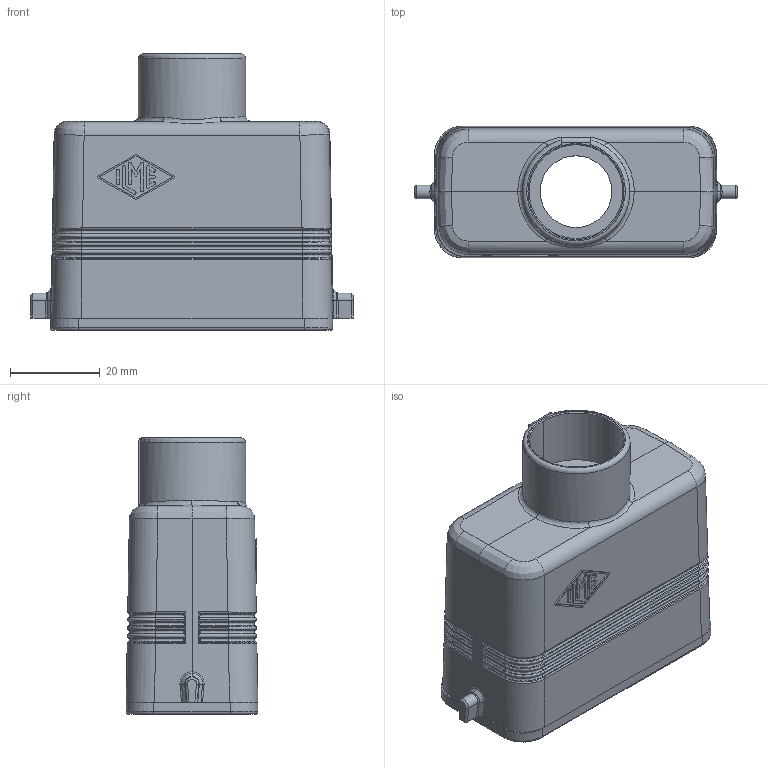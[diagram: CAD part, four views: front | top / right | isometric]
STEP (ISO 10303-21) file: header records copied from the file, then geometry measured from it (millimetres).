
FILE_DESCRIPTION(('Creo Elements/Direct Modeling STEP Export'),'2;1');
FILE_NAME('37jbk2e5lv7d2c44984','2022-11-30T14:52:19',(''),(''),'Creo Elements/Direct Modeling STEP processor for AP214 (Solid Model)','Creo Elements/Direct Modeling 20.1B 02-Apr-2019 (C) Parametric Technology GmbH','');
FILE_SCHEMA(('AUTOMOTIVE_DESIGN { 1 0 10303 214 1 1 1 1 }'));
Length unit declared in the file: millimetre
Products named in the file (2): CZVT 15.4 L
Assembly tree (1 placements, depth 2):
  CZVT 15.4 L
    CZVT 15.4 L
Bounding box: 72 x 29.4 x 61.7 mm (x, y, z)
Volume: 27082.6 mm3; surface area: 20910.4 mm2
Topology: 1 solids, 2 shells, 482 faces, 1172 edges, 707 vertices
Faces by surface type: plane 171, cylinder 155, bspline 135, torus 11, cone 10
Entity records: 31826 total; most frequent: CARTESIAN_POINT 18007, ORIENTED_EDGE 2344, DIRECTION 1677, EDGE_CURVE 1172, VERTEX_POINT 707, VECTOR 563, LINE 563, AXIS2_PLACEMENT_3D 557
